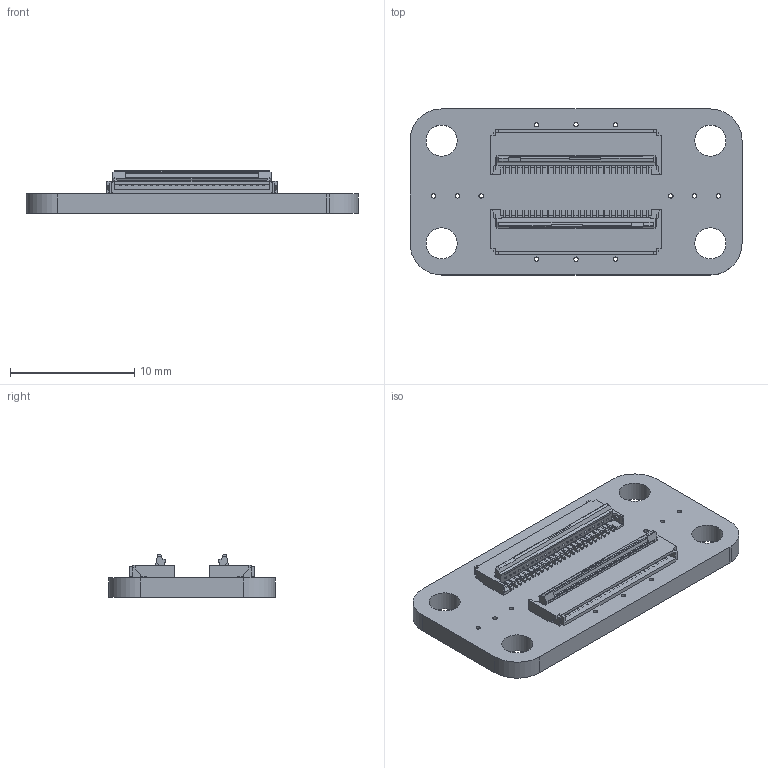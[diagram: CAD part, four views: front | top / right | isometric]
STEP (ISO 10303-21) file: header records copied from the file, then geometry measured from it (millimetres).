
FILE_DESCRIPTION(/* description */ (''),/* implementation_level */ '2;1');
FILE_NAME(/* name */ 'E-paper-adapter.step',/* time_stamp */ '2025-07-29T09:32:59+02:00',/* author */ (''),/* organization */ (''),/* preprocessor_version */ 'ST-DEVELOPER v20.1',/* originating_system */ 'Autodesk Translation Framework v14.10.0.0',/* authorisation */ '');
FILE_SCHEMA (('AUTOMOTIVE_DESIGN { 1 0 10303 214 3 1 1 }'));
Length unit declared in the file: millimetre
Products named in the file (6): E-paper-adapter; Board; Packages; LASKAKIT_HEART_4MM; LASKKIT_20MM_SILKSCREEN; FFC2B2824G
Assembly tree (6 placements, depth 3):
  E-paper-adapter
    Board
    Packages
      LASKAKIT_HEART_4MM
      LASKKIT_20MM_SILKSCREEN
      FFC2B2824G  x2
Bounding box: 26.67 x 13.34 x 3.44 mm (x, y, z)
Volume: 584.3 mm3; surface area: 1331.4 mm2
Topology: 3 solids, 3 shells, 2045 faces, 5519 edges, 3674 vertices
Faces by surface type: plane 1905, cylinder 140
Full cylindrical faces by diameter (mm): 0.35 x12, 2.5 x4
Entity records: 33392 total; most frequent: CARTESIAN_POINT 5714, ORIENTED_EDGE 5600, DIRECTION 5064, EDGE_CURVE 2800, LINE 2636, VECTOR 2636, VERTEX_POINT 1864, EDGE_LOOP 1216
